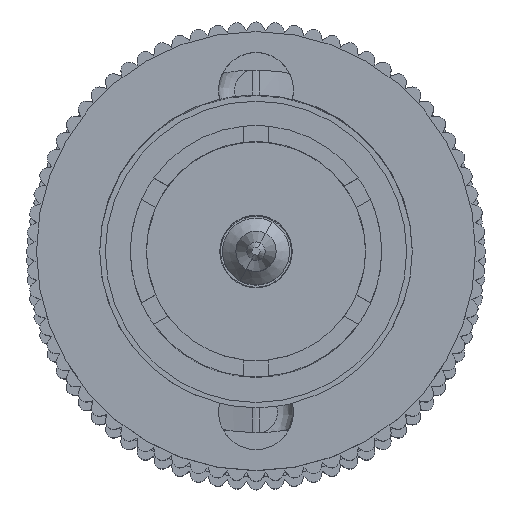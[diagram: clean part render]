
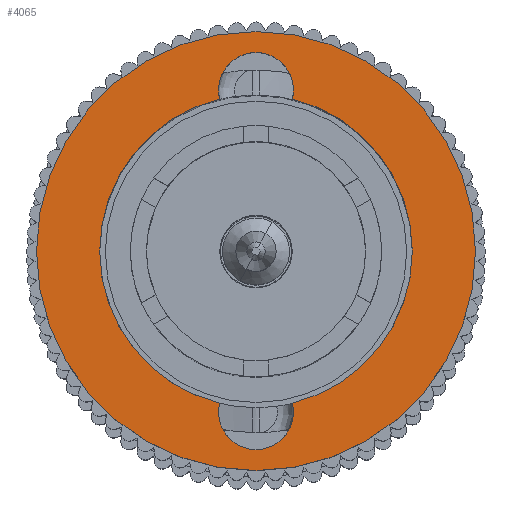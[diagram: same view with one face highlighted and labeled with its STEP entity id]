
A CAD part, top view. The second image highlights one B-rep face of the part: STEP entity #4065.
In plain terms, the highlighted planar face has unit normal (0, 0, 1).
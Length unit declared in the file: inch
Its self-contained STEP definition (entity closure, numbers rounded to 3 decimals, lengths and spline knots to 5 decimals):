
#3809 = EDGE_LOOP ( 'NONE', ( #3810, #3812, #3813, #3814, #4278, #4279, #4280, #4098, #4099, #4101 ) ) ;
#3810 = ORIENTED_EDGE ( 'NONE', *, *, #3811, .F. ) ;
#3811 = EDGE_CURVE ( 'NONE', #6764, #6698, #11582, .T. ) ;
#3812 = ORIENTED_EDGE ( 'NONE', *, *, #6864, .F. ) ;
#3813 = ORIENTED_EDGE ( 'NONE', *, *, #6804, .F. ) ;
#3814 = ORIENTED_EDGE ( 'NONE', *, *, #3815, .F. ) ;
#3815 = EDGE_CURVE ( 'NONE', #6694, #6752, #11578, .T. ) ;
#3885 = VERTEX_POINT ( 'NONE', #11753 ) ;
#3887 = EDGE_CURVE ( 'NONE', #3888, #3885, #11752, .T. ) ;
#3888 = VERTEX_POINT ( 'NONE', #11747 ) ;
#4065 = ADVANCED_FACE ( 'NONE', ( #12182, #12181 ), #12180, .T. ) ;
#4098 = ORIENTED_EDGE ( 'NONE', *, *, #6833, .F. ) ;
#4099 = ORIENTED_EDGE ( 'NONE', *, *, #4100, .F. ) ;
#4100 = EDGE_CURVE ( 'NONE', #6699, #6792, #12142, .T. ) ;
#4101 = ORIENTED_EDGE ( 'NONE', *, *, #6739, .F. ) ;
#4102 = EDGE_LOOP ( 'NONE', ( #4103, #4212 ) ) ;
#4103 = ORIENTED_EDGE ( 'NONE', *, *, #3887, .T. ) ;
#4212 = ORIENTED_EDGE ( 'NONE', *, *, #4213, .T. ) ;
#4213 = EDGE_CURVE ( 'NONE', #3885, #3888, #12260, .T. ) ;
#4278 = ORIENTED_EDGE ( 'NONE', *, *, #6681, .F. ) ;
#4279 = ORIENTED_EDGE ( 'NONE', *, *, #6733, .F. ) ;
#4280 = ORIENTED_EDGE ( 'NONE', *, *, #6827, .F. ) ;
#6661 = VERTEX_POINT ( 'NONE', #9534 ) ;
#6681 = EDGE_CURVE ( 'NONE', #6734, #6694, #9465, .T. ) ;
#6694 = VERTEX_POINT ( 'NONE', #9370 ) ;
#6698 = VERTEX_POINT ( 'NONE', #9358 ) ;
#6699 = VERTEX_POINT ( 'NONE', #9357 ) ;
#6727 = VERTEX_POINT ( 'NONE', #9402 ) ;
#6733 = EDGE_CURVE ( 'NONE', #6661, #6734, #9397, .T. ) ;
#6734 = VERTEX_POINT ( 'NONE', #9398 ) ;
#6739 = EDGE_CURVE ( 'NONE', #6698, #6699, #9517, .T. ) ;
#6752 = VERTEX_POINT ( 'NONE', #9559 ) ;
#6764 = VERTEX_POINT ( 'NONE', #9576 ) ;
#6792 = VERTEX_POINT ( 'NONE', #9687 ) ;
#6804 = EDGE_CURVE ( 'NONE', #6752, #6727, #9678, .T. ) ;
#6827 = EDGE_CURVE ( 'NONE', #6834, #6661, #9611, .T. ) ;
#6833 = EDGE_CURVE ( 'NONE', #6792, #6834, #9816, .T. ) ;
#6834 = VERTEX_POINT ( 'NONE', #9811 ) ;
#6864 = EDGE_CURVE ( 'NONE', #6727, #6764, #9797, .T. ) ;
#9357 = CARTESIAN_POINT ( 'NONE',  ( -0.0451, -0.18868, 0. ) ) ;
#9358 = CARTESIAN_POINT ( 'NONE',  ( -0.194, 0., 0. ) ) ;
#9370 = CARTESIAN_POINT ( 'NONE',  ( 0.0451, 0.18868, 0. ) ) ;
#9394 = DIRECTION ( 'NONE',  ( 1., 0., 0. ) ) ;
#9395 = DIRECTION ( 'NONE',  ( 0., 0., 1. ) ) ;
#9396 = AXIS2_PLACEMENT_3D ( 'NONE', #9400, #9395, #9394 ) ;
#9397 = CIRCLE ( 'NONE', #9396, 0.194 ) ;
#9398 = CARTESIAN_POINT ( 'NONE',  ( 0.194, 0., 0. ) ) ;
#9400 = CARTESIAN_POINT ( 'NONE',  ( 0., 0., 0. ) ) ;
#9402 = CARTESIAN_POINT ( 'NONE',  ( -0.0465, 0.2, 0. ) ) ;
#9443 = DIRECTION ( 'NONE',  ( 1., 0., 0. ) ) ;
#9462 = DIRECTION ( 'NONE',  ( 0., 0., 1. ) ) ;
#9463 = CARTESIAN_POINT ( 'NONE',  ( 0., 0., 0. ) ) ;
#9464 = AXIS2_PLACEMENT_3D ( 'NONE', #9463, #9462, #9443 ) ;
#9465 = CIRCLE ( 'NONE', #9464, 0.194 ) ;
#9513 = DIRECTION ( 'NONE',  ( 1., 0., 0. ) ) ;
#9514 = DIRECTION ( 'NONE',  ( 0., 0., 1. ) ) ;
#9515 = CARTESIAN_POINT ( 'NONE',  ( 0., 0., 0. ) ) ;
#9516 = AXIS2_PLACEMENT_3D ( 'NONE', #9515, #9514, #9513 ) ;
#9517 = CIRCLE ( 'NONE', #9516, 0.194 ) ;
#9534 = CARTESIAN_POINT ( 'NONE',  ( 0.0451, -0.18868, 0. ) ) ;
#9559 = CARTESIAN_POINT ( 'NONE',  ( 0.0465, 0.2, 0. ) ) ;
#9576 = CARTESIAN_POINT ( 'NONE',  ( -0.0451, 0.18868, 0. ) ) ;
#9601 = DIRECTION ( 'NONE',  ( 0., 0., 1. ) ) ;
#9602 = CARTESIAN_POINT ( 'NONE',  ( 0., -0.2, 0. ) ) ;
#9603 = AXIS2_PLACEMENT_3D ( 'NONE', #9602, #9601, #9823 ) ;
#9611 = CIRCLE ( 'NONE', #9603, 0.0465 ) ;
#9674 = DIRECTION ( 'NONE',  ( -1., 0., 0. ) ) ;
#9675 = DIRECTION ( 'NONE',  ( 0., 0., 1. ) ) ;
#9676 = CARTESIAN_POINT ( 'NONE',  ( 0., 0.2, 0. ) ) ;
#9677 = AXIS2_PLACEMENT_3D ( 'NONE', #9676, #9675, #9674 ) ;
#9678 = CIRCLE ( 'NONE', #9677, 0.0465 ) ;
#9687 = CARTESIAN_POINT ( 'NONE',  ( -0.0465, -0.2, 0. ) ) ;
#9723 = CARTESIAN_POINT ( 'NONE',  ( 0., 0.2, 0. ) ) ;
#9794 = DIRECTION ( 'NONE',  ( -1., 0., 0. ) ) ;
#9795 = DIRECTION ( 'NONE',  ( 0., 0., 1. ) ) ;
#9796 = AXIS2_PLACEMENT_3D ( 'NONE', #9723, #9795, #9794 ) ;
#9797 = CIRCLE ( 'NONE', #9796, 0.0465 ) ;
#9811 = CARTESIAN_POINT ( 'NONE',  ( 0.0465, -0.2, 0. ) ) ;
#9812 = DIRECTION ( 'NONE',  ( 1., 0., 0. ) ) ;
#9813 = DIRECTION ( 'NONE',  ( 0., 0., 1. ) ) ;
#9814 = CARTESIAN_POINT ( 'NONE',  ( 0., -0.2, 0. ) ) ;
#9815 = AXIS2_PLACEMENT_3D ( 'NONE', #9814, #9813, #9812 ) ;
#9816 = CIRCLE ( 'NONE', #9815, 0.0465 ) ;
#9823 = DIRECTION ( 'NONE',  ( 1., 0., 0. ) ) ;
#11574 = DIRECTION ( 'NONE',  ( -1., 0., 0. ) ) ;
#11575 = DIRECTION ( 'NONE',  ( 0., 0., 1. ) ) ;
#11576 = CARTESIAN_POINT ( 'NONE',  ( 0., 0.2, 0. ) ) ;
#11577 = AXIS2_PLACEMENT_3D ( 'NONE', #11576, #11575, #11574 ) ;
#11578 = CIRCLE ( 'NONE', #11577, 0.0465 ) ;
#11579 = DIRECTION ( 'NONE',  ( 1., 0., 0. ) ) ;
#11580 = DIRECTION ( 'NONE',  ( 0., 0., 1. ) ) ;
#11581 = AXIS2_PLACEMENT_3D ( 'NONE', #11586, #11580, #11579 ) ;
#11582 = CIRCLE ( 'NONE', #11581, 0.194 ) ;
#11586 = CARTESIAN_POINT ( 'NONE',  ( 0., 0., 0. ) ) ;
#11747 = CARTESIAN_POINT ( 'NONE',  ( 0.2725, 0., 0. ) ) ;
#11748 = DIRECTION ( 'NONE',  ( 1., 0., 0. ) ) ;
#11749 = DIRECTION ( 'NONE',  ( 0., 0., 1. ) ) ;
#11750 = CARTESIAN_POINT ( 'NONE',  ( 0., 0., 0. ) ) ;
#11751 = AXIS2_PLACEMENT_3D ( 'NONE', #11750, #11749, #11748 ) ;
#11752 = CIRCLE ( 'NONE', #11751, 0.2725 ) ;
#11753 = CARTESIAN_POINT ( 'NONE',  ( -0.2725, 0., 0. ) ) ;
#12138 = DIRECTION ( 'NONE',  ( 1., 0., 0. ) ) ;
#12139 = DIRECTION ( 'NONE',  ( 0., 0., 1. ) ) ;
#12140 = CARTESIAN_POINT ( 'NONE',  ( 0., -0.2, 0. ) ) ;
#12141 = AXIS2_PLACEMENT_3D ( 'NONE', #12140, #12139, #12138 ) ;
#12142 = CIRCLE ( 'NONE', #12141, 0.0465 ) ;
#12176 = DIRECTION ( 'NONE',  ( 1., 0., 0. ) ) ;
#12177 = DIRECTION ( 'NONE',  ( 0., 0., 1. ) ) ;
#12178 = CARTESIAN_POINT ( 'NONE',  ( 0.2725, 0., 0. ) ) ;
#12179 = AXIS2_PLACEMENT_3D ( 'NONE', #12178, #12177, #12176 ) ;
#12180 = PLANE ( 'NONE',  #12179 ) ;
#12181 = FACE_OUTER_BOUND ( 'NONE', #4102, .T. ) ;
#12182 = FACE_BOUND ( 'NONE', #3809, .T. ) ;
#12256 = DIRECTION ( 'NONE',  ( 1., 0., 0. ) ) ;
#12257 = DIRECTION ( 'NONE',  ( 0., 0., 1. ) ) ;
#12258 = CARTESIAN_POINT ( 'NONE',  ( 0., 0., 0. ) ) ;
#12259 = AXIS2_PLACEMENT_3D ( 'NONE', #12258, #12257, #12256 ) ;
#12260 = CIRCLE ( 'NONE', #12259, 0.2725 ) ;
